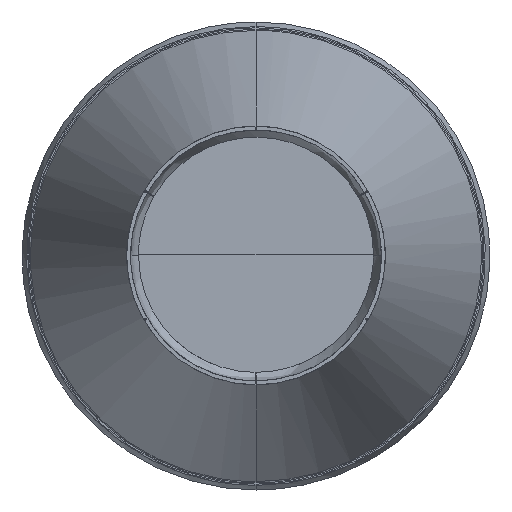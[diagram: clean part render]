
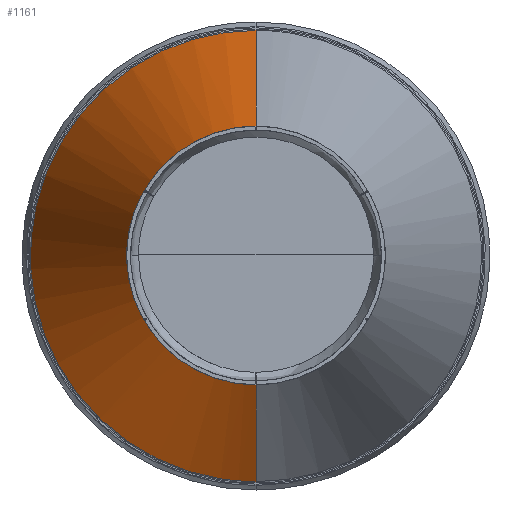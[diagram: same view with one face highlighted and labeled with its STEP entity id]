
A CAD part, top view. The second image highlights one B-rep face of the part: STEP entity #1161.
In plain terms, the highlighted free-form (B-spline) face has degree [1, 2] with [2, 5] control points.
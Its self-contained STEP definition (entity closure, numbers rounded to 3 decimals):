
#1161=ADVANCED_FACE('',(#1472),#5730,.T.);
#1472=FACE_OUTER_BOUND('',#1798,.T.);
#1798=EDGE_LOOP('',(#3362,#3363,#3364,#3365));
#3362=ORIENTED_EDGE('',*,*,#4615,.F.);
#3363=ORIENTED_EDGE('',*,*,#4745,.F.);
#3364=ORIENTED_EDGE('',*,*,#4614,.F.);
#3365=ORIENTED_EDGE('',*,*,#4746,.T.);
#4614=EDGE_CURVE('',#5531,#5264,#6202,.T.);
#4615=EDGE_CURVE('',#5263,#5532,#6203,.T.);
#4745=EDGE_CURVE('',#5264,#5263,#6317,.T.);
#4746=EDGE_CURVE('',#5531,#5532,#6318,.T.);
#5263=VERTEX_POINT('',#22446);
#5264=VERTEX_POINT('',#22447);
#5531=VERTEX_POINT('',#22714);
#5532=VERTEX_POINT('',#22715);
#5730=(
BOUNDED_SURFACE()
B_SPLINE_SURFACE(1,2,((#22275,#22276,#22277,#22278,#22279),(#22280,#22281,
#22282,#22283,#22284)),.UNSPECIFIED.,.F.,.F.,.F.)
B_SPLINE_SURFACE_WITH_KNOTS((2,2),(3,2,3),(304.429,531.073),
(596.824,895.236,1193.648),.UNSPECIFIED.)
GEOMETRIC_REPRESENTATION_ITEM()
RATIONAL_B_SPLINE_SURFACE(((1.,0.707,1.,0.707,1.),
(1.,0.707,1.,0.707,1.)))
REPRESENTATION_ITEM('')
SURFACE()
);
#6202=(
BOUNDED_CURVE()
B_SPLINE_CURVE(1,(#14990,#14991),.UNSPECIFIED.,.F.,.F.)
B_SPLINE_CURVE_WITH_KNOTS((2,2),(304.429,531.073),.UNSPECIFIED.)
CURVE()
GEOMETRIC_REPRESENTATION_ITEM()
RATIONAL_B_SPLINE_CURVE((1.,1.))
REPRESENTATION_ITEM('')
);
#6203=(
BOUNDED_CURVE()
B_SPLINE_CURVE(1,(#14992,#14993),.UNSPECIFIED.,.F.,.F.)
B_SPLINE_CURVE_WITH_KNOTS((2,2),(-531.073,-304.429),.UNSPECIFIED.)
CURVE()
GEOMETRIC_REPRESENTATION_ITEM()
RATIONAL_B_SPLINE_CURVE((1.,1.))
REPRESENTATION_ITEM('')
);
#6317=(
BOUNDED_CURVE()
B_SPLINE_CURVE(2,(#15419,#15420,#15421,#15422,#15423),.UNSPECIFIED.,.F.,
.F.)
B_SPLINE_CURVE_WITH_KNOTS((3,2,3),(545.538,818.307,1091.077),
.UNSPECIFIED.)
CURVE()
GEOMETRIC_REPRESENTATION_ITEM()
RATIONAL_B_SPLINE_CURVE((1.,0.707,1.,0.707,1.))
REPRESENTATION_ITEM('')
);
#6318=(
BOUNDED_CURVE()
B_SPLINE_CURVE(2,(#15424,#15425,#15426,#15427,#15428),.UNSPECIFIED.,.F.,
.F.)
B_SPLINE_CURVE_WITH_KNOTS((3,2,3),(-1193.648,-895.236,-596.824),
.UNSPECIFIED.)
CURVE()
GEOMETRIC_REPRESENTATION_ITEM()
RATIONAL_B_SPLINE_CURVE((1.,0.707,1.,0.707,1.))
REPRESENTATION_ITEM('')
);
#14990=CARTESIAN_POINT('',(0.,99.,-303.));
#14991=CARTESIAN_POINT('',(0.,172.705,-517.325));
#14992=CARTESIAN_POINT('',(0.,-172.705,-517.325));
#14993=CARTESIAN_POINT('',(0.,-99.,-303.));
#15419=CARTESIAN_POINT('',(0.,172.705,-517.325));
#15420=CARTESIAN_POINT('',(-172.705,172.705,-517.325));
#15421=CARTESIAN_POINT('',(-172.705,0.,-517.325));
#15422=CARTESIAN_POINT('',(-172.705,-172.705,-517.325));
#15423=CARTESIAN_POINT('',(0.,-172.705,-517.325));
#15424=CARTESIAN_POINT('',(0.,99.,-303.));
#15425=CARTESIAN_POINT('',(-99.,99.,-303.));
#15426=CARTESIAN_POINT('',(-99.,0.,-303.));
#15427=CARTESIAN_POINT('',(-99.,-99.,-303.));
#15428=CARTESIAN_POINT('',(0.,-99.,-303.));
#22275=CARTESIAN_POINT('',(0.,-99.,-303.));
#22276=CARTESIAN_POINT('',(-99.,-99.,-303.));
#22277=CARTESIAN_POINT('',(-99.,0.,-303.));
#22278=CARTESIAN_POINT('',(-99.,99.,-303.));
#22279=CARTESIAN_POINT('',(0.,99.,-303.));
#22280=CARTESIAN_POINT('',(0.,-172.705,-517.325));
#22281=CARTESIAN_POINT('',(-172.705,-172.705,-517.325));
#22282=CARTESIAN_POINT('',(-172.705,0.,-517.325));
#22283=CARTESIAN_POINT('',(-172.705,172.705,-517.325));
#22284=CARTESIAN_POINT('',(0.,172.705,-517.325));
#22446=CARTESIAN_POINT('',(0.,-172.705,-517.325));
#22447=CARTESIAN_POINT('',(0.,172.705,-517.325));
#22714=CARTESIAN_POINT('',(0.,99.,-303.));
#22715=CARTESIAN_POINT('',(0.,-99.,-303.));
